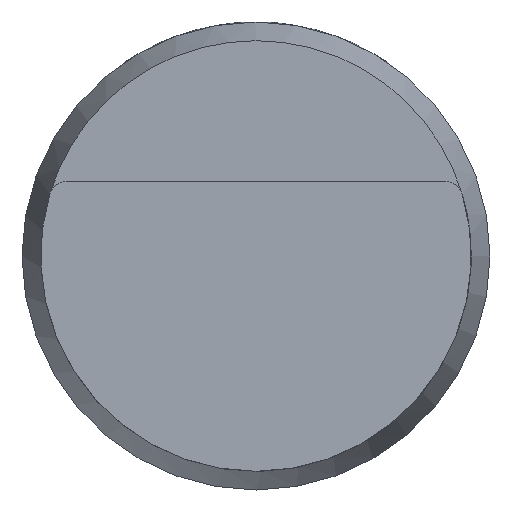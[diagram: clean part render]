
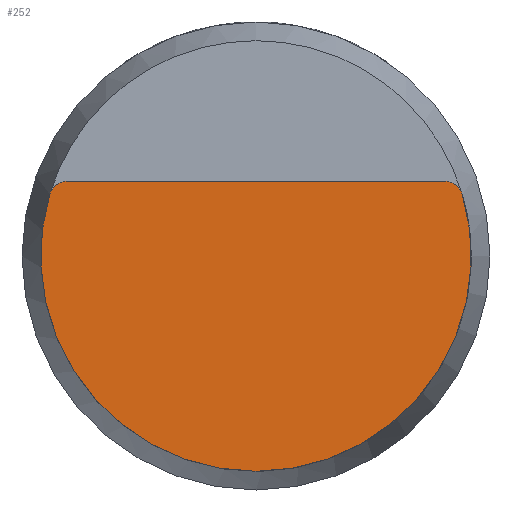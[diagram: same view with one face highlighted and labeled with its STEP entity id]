
A CAD part, front view. The second image highlights one B-rep face of the part: STEP entity #252.
In plain terms, the highlighted planar face has unit normal (0, -1, 0).
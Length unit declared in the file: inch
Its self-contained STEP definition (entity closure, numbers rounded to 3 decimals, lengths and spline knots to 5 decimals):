
#23=PLANE('',#285);
#33=FACE_OUTER_BOUND('',#50,.T.);
#50=EDGE_LOOP('',(#182,#183,#184,#185));
#70=LINE('',#415,#85);
#85=VECTOR('',#328,0.3937);
#98=CIRCLE('',#282,0.02);
#100=CIRCLE('',#286,0.23);
#101=CIRCLE('',#287,0.02);
#116=VERTEX_POINT('',#405);
#117=VERTEX_POINT('',#406);
#120=VERTEX_POINT('',#414);
#122=VERTEX_POINT('',#420);
#139=EDGE_CURVE('',#116,#117,#98,.T.);
#143=EDGE_CURVE('',#120,#117,#70,.T.);
#146=EDGE_CURVE('',#116,#122,#100,.T.);
#147=EDGE_CURVE('',#120,#122,#101,.T.);
#182=ORIENTED_EDGE('',*,*,#139,.F.);
#183=ORIENTED_EDGE('',*,*,#146,.T.);
#184=ORIENTED_EDGE('',*,*,#147,.F.);
#185=ORIENTED_EDGE('',*,*,#143,.T.);
#252=ADVANCED_FACE('',(#33),#23,.T.);
#282=AXIS2_PLACEMENT_3D('',#407,#320,#321);
#285=AXIS2_PLACEMENT_3D('',#419,#331,#332);
#286=AXIS2_PLACEMENT_3D('',#421,#333,#334);
#287=AXIS2_PLACEMENT_3D('',#422,#335,#336);
#320=DIRECTION('center_axis',(0.,1.,0.));
#321=DIRECTION('ref_axis',(-0.598,0.,0.802));
#328=DIRECTION('',(-1.,0.,0.));
#331=DIRECTION('center_axis',(0.,-1.,0.));
#332=DIRECTION('ref_axis',(1.,0.,0.));
#333=DIRECTION('center_axis',(0.,-1.,0.));
#334=DIRECTION('ref_axis',(1.,0.,0.));
#335=DIRECTION('center_axis',(0.,1.,0.));
#336=DIRECTION('ref_axis',(0.598,0.,0.802));
#405=CARTESIAN_POINT('',(-0.22041,-0.25,0.06571));
#406=CARTESIAN_POINT('',(-0.20125,-0.25,0.08));
#407=CARTESIAN_POINT('Origin',(-0.20125,-0.25,0.06));
#414=CARTESIAN_POINT('',(0.20125,-0.25,0.08));
#415=CARTESIAN_POINT('',(-0.21564,-0.25,0.08));
#419=CARTESIAN_POINT('Origin',(0.,-0.25,-0.075));
#420=CARTESIAN_POINT('',(0.22041,-0.25,0.06571));
#421=CARTESIAN_POINT('Origin',(0.,-0.25,0.));
#422=CARTESIAN_POINT('Origin',(0.20125,-0.25,0.06));
